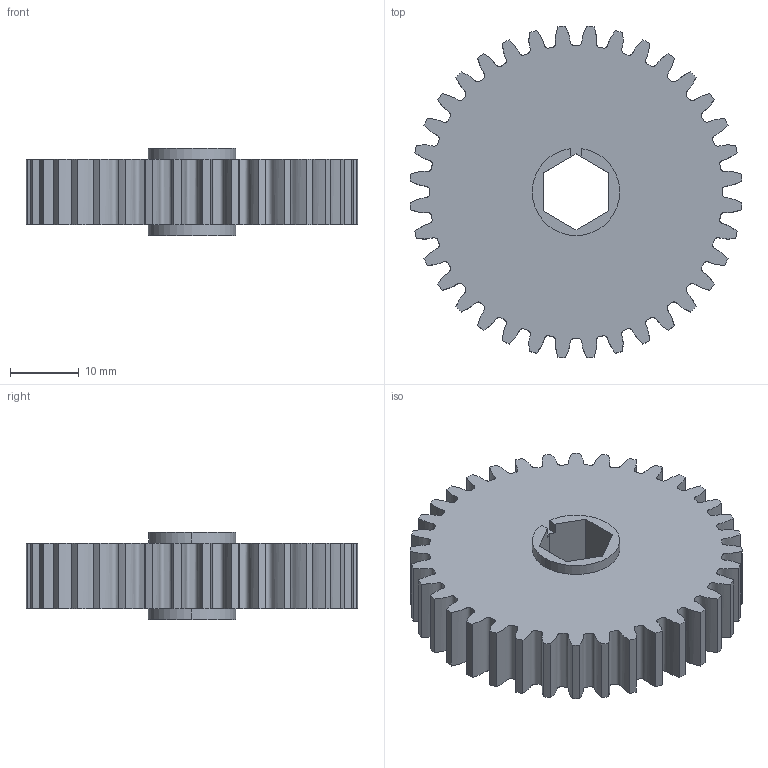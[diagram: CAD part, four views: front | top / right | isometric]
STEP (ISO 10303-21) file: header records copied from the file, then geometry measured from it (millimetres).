
FILE_DESCRIPTION (( 'STEP AP214' ), '1' );
FILE_NAME ('WCP-0691 Rev1.step', '2022-11-24T01:47:08', ( '' ), ( '' ), 'SwSTEP 2.0', 'SolidWorks 2020', '' );
FILE_SCHEMA (( 'AUTOMOTIVE_DESIGN' ));
Length unit declared in the file: inch
Products named in the file (1): WCP-0691 Rev1
Bounding box: 48.16 x 48.16 x 12.65 mm (x, y, z)
Volume: 15398.2 mm3; surface area: 6406.6 mm2
Topology: 1 solids, 1 shells, 89 faces, 258 edges, 172 vertices
Faces by surface type: cylinder 41, bspline 36, plane 12
Entity records: 14806 total; most frequent: CARTESIAN_POINT 12580, ORIENTED_EDGE 516, DIRECTION 376, EDGE_CURVE 258, VERTEX_POINT 172, AXIS2_PLACEMENT_3D 136, LINE 104, VECTOR 104
